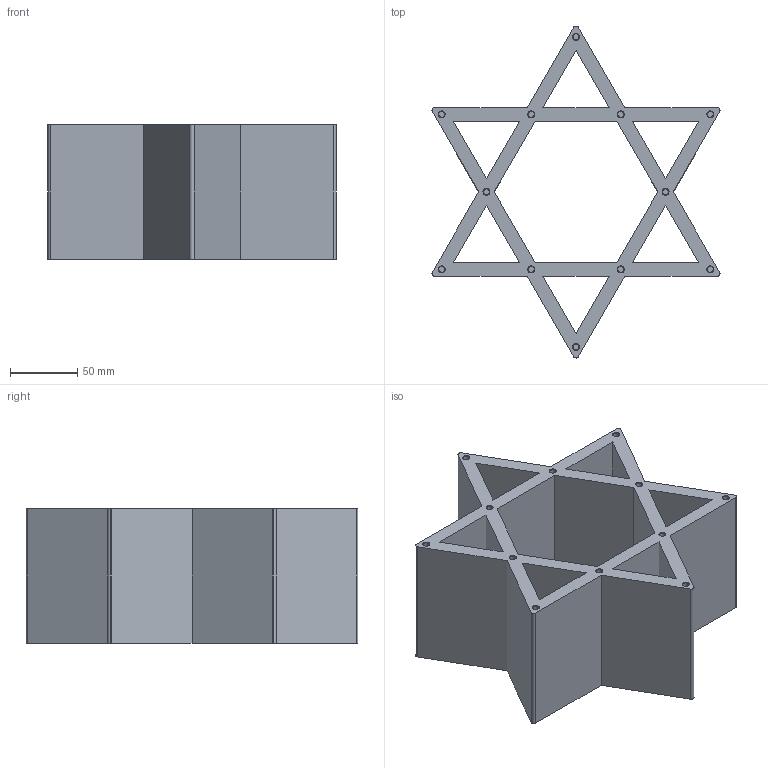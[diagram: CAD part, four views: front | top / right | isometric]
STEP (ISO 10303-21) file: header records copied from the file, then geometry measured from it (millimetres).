
FILE_DESCRIPTION (( 'STEP AP203' ), '1' );
FILE_NAME ('not_a_barrel_v01.STEP', '2025-11-06T07:15:36', ( '' ), ( '' ), 'SwSTEP 2.0', 'SolidWorks 2020', '' );
FILE_SCHEMA (( 'CONFIG_CONTROL_DESIGN' ));
Length unit declared in the file: millimetre
Products named in the file (1): not_a_barrel_v01
Bounding box: 213.58 x 246 x 100 mm (x, y, z)
Volume: 1121985.7 mm3; surface area: 234104.5 mm2
Topology: 1 solids, 1 shells, 106 faces, 252 edges, 160 vertices
Faces by surface type: plane 50, cylinder 32, cone 24
Entity records: 3157 total; most frequent: DIRECTION 554, CARTESIAN_POINT 519, ORIENTED_EDGE 504, EDGE_CURVE 252, AXIS2_PLACEMENT_3D 195, LINE 164, VECTOR 164, VERTEX_POINT 160
